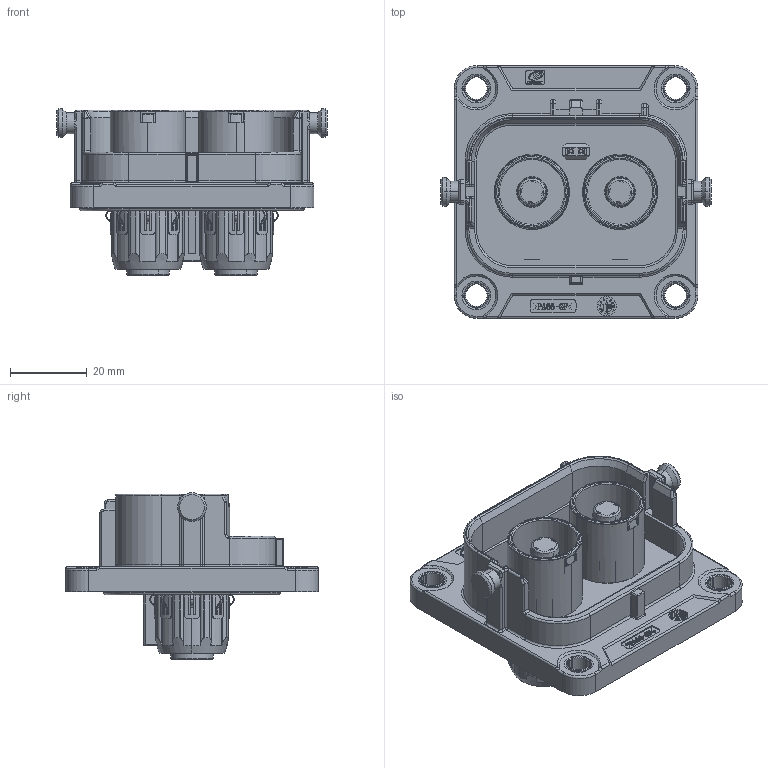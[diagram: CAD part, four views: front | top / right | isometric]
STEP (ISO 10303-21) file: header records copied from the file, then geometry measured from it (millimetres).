
FILE_DESCRIPTION (( 'STEP AP203' ), '1' );
FILE_NAME ('²å×ù.STEP', '2019-11-15T06:41:21', ( 'yguser' ), ( 'yongguikeji' ), 'SwSTEP 2.0', 'SolidWorks 2018', '' );
FILE_SCHEMA (( 'CONFIG_CONTROL_DESIGN' ));
Products named in the file (1): 脣釱
Bounding box: 70.5 x 66 x 43.45 mm (x, y, z)
Volume: 42053.5 mm3; surface area: 37674.2 mm2
Topology: 1 solids, 4 shells, 2685 faces, 7315 edges, 4601 vertices
Faces by surface type: plane 1267, cylinder 772, bspline 291, torus 174, cone 133, sphere 48
Entity records: 96028 total; most frequent: CARTESIAN_POINT 30073, ORIENTED_EDGE 14508, DIRECTION 12899, EDGE_CURVE 7254, VERTEX_POINT 4600, AXIS2_PLACEMENT_3D 4328, LINE 4243, VECTOR 4243
